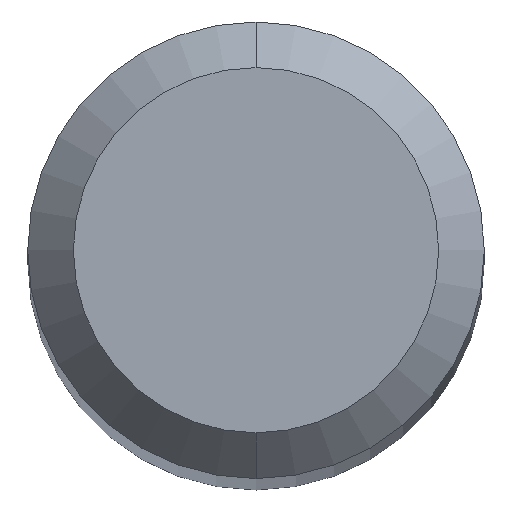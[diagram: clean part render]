
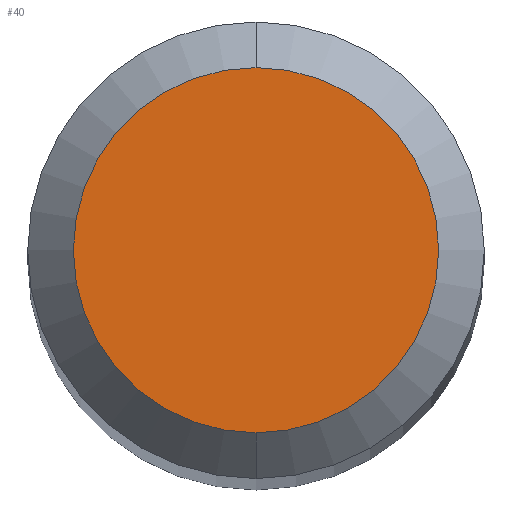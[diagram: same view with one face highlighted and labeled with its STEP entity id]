
A CAD part, top view. The second image highlights one B-rep face of the part: STEP entity #40.
In plain terms, the highlighted planar face has unit normal (0, 0, 1).
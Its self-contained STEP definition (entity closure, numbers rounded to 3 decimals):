
#4 = DIRECTION ( 'NONE',  ( 0., 1., 0. ) ) ;
#5 = AXIS2_PLACEMENT_3D ( 'NONE', #9, #169, #7 ) ;
#7 = DIRECTION ( 'NONE',  ( 0., 1., 0. ) ) ;
#9 = CARTESIAN_POINT ( 'NONE',  ( 0., 0., 0. ) ) ;
#14 = DIRECTION ( 'NONE',  ( 0., 1., 0. ) ) ;
#25 = AXIS2_PLACEMENT_3D ( 'NONE', #107, #104, #4 ) ;
#39 = ORIENTED_EDGE ( 'NONE', *, *, #199, .T. ) ;
#40 = ADVANCED_FACE ( 'NONE', ( #115 ), #183, .F. ) ;
#59 = CARTESIAN_POINT ( 'NONE',  ( 0., 3.175, 0. ) ) ;
#67 = CIRCLE ( 'NONE', #101, 3.175 ) ;
#79 = EDGE_CURVE ( 'NONE', #150, #164, #82, .T. ) ;
#82 = CIRCLE ( 'NONE', #5, 3.175 ) ;
#101 = AXIS2_PLACEMENT_3D ( 'NONE', #125, #208, #14 ) ;
#104 = DIRECTION ( 'NONE',  ( 0., 0., -1. ) ) ;
#107 = CARTESIAN_POINT ( 'NONE',  ( 0., 3.969, 0. ) ) ;
#115 = FACE_OUTER_BOUND ( 'NONE', #123, .T. ) ;
#123 = EDGE_LOOP ( 'NONE', ( #159, #39 ) ) ;
#125 = CARTESIAN_POINT ( 'NONE',  ( 0., 0., 0. ) ) ;
#150 = VERTEX_POINT ( 'NONE', #59 ) ;
#159 = ORIENTED_EDGE ( 'NONE', *, *, #79, .T. ) ;
#164 = VERTEX_POINT ( 'NONE', #185 ) ;
#169 = DIRECTION ( 'NONE',  ( 0., 0., 1. ) ) ;
#183 = PLANE ( 'NONE',  #25 ) ;
#185 = CARTESIAN_POINT ( 'NONE',  ( 0., -3.175, 0. ) ) ;
#199 = EDGE_CURVE ( 'NONE', #164, #150, #67, .T. ) ;
#208 = DIRECTION ( 'NONE',  ( 0., 0., 1. ) ) ;
